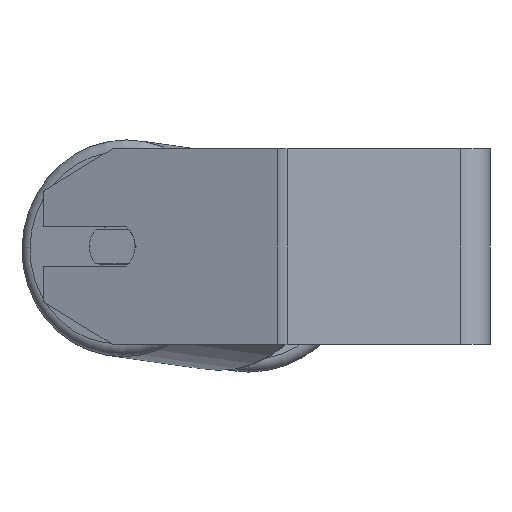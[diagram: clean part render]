
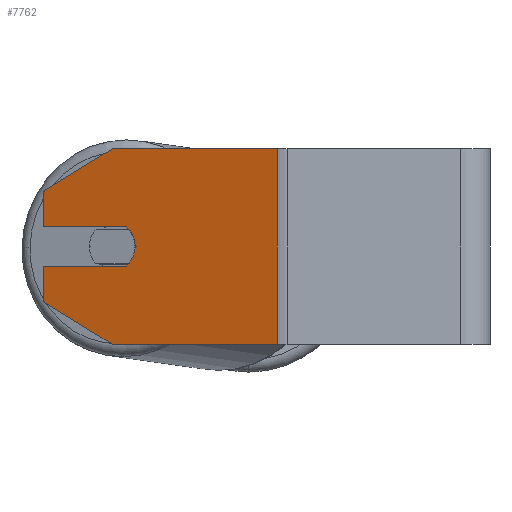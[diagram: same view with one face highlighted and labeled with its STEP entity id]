
A CAD part, left-side view. The second image highlights one B-rep face of the part: STEP entity #7762.
In plain terms, the highlighted planar face has unit normal (-0.94, 0.342, 0).
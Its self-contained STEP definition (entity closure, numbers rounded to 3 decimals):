
#217 = PLANE ( 'NONE',  #3312 ) ;
#247 = ORIENTED_EDGE ( 'NONE', *, *, #7721, .T. ) ;
#270 = EDGE_LOOP ( 'NONE', ( #4190, #4511, #616, #6220, #4230, #1491, #1855, #247, #4487, #3146, #3393 ) ) ;
#511 = DIRECTION ( 'NONE',  ( -0.94, 0.342, 0. ) ) ;
#551 = CIRCLE ( 'NONE', #5457, 10. ) ;
#616 = ORIENTED_EDGE ( 'NONE', *, *, #7569, .T. ) ;
#766 = CARTESIAN_POINT ( 'NONE',  ( -224.659, 154.926, 0. ) ) ;
#769 = CARTESIAN_POINT ( 'NONE',  ( -214.398, 183.117, 40. ) ) ;
#786 = EDGE_CURVE ( 'NONE', #5736, #1371, #1482, .T. ) ;
#947 = VERTEX_POINT ( 'NONE', #8388 ) ;
#963 = CARTESIAN_POINT ( 'NONE',  ( -226.711, 149.288, 8. ) ) ;
#970 = CIRCLE ( 'NONE', #2763, 10. ) ;
#1043 = CARTESIAN_POINT ( 'NONE',  ( -226.711, 149.288, -8. ) ) ;
#1117 = DIRECTION ( 'NONE',  ( -0.342, -0.94, 0. ) ) ;
#1146 = CARTESIAN_POINT ( 'NONE',  ( -224.659, 154.926, -40. ) ) ;
#1301 = VERTEX_POINT ( 'NONE', #963 ) ;
#1331 = EDGE_CURVE ( 'NONE', #2884, #6894, #3152, .T. ) ;
#1371 = VERTEX_POINT ( 'NONE', #5103 ) ;
#1386 = VECTOR ( 'NONE', #7720, 1000. ) ;
#1482 = LINE ( 'NONE', #6145, #1841 ) ;
#1491 = ORIENTED_EDGE ( 'NONE', *, *, #2051, .F. ) ;
#1692 = LINE ( 'NONE', #7542, #2434 ) ;
#1698 = CARTESIAN_POINT ( 'NONE',  ( -249.276, 87.29, 40. ) ) ;
#1833 = LINE ( 'NONE', #7642, #1386 ) ;
#1841 = VECTOR ( 'NONE', #2209, 1000. ) ;
#1855 = ORIENTED_EDGE ( 'NONE', *, *, #786, .F. ) ;
#2026 = CARTESIAN_POINT ( 'NONE',  ( -226.711, 149.288, -8. ) ) ;
#2051 = EDGE_CURVE ( 'NONE', #1371, #6894, #3637, .T. ) ;
#2209 = DIRECTION ( 'NONE',  ( -0.342, -0.94, 0. ) ) ;
#2414 = CARTESIAN_POINT ( 'NONE',  ( -226.711, 149.288, 8. ) ) ;
#2434 = VECTOR ( 'NONE', #5542, 1000. ) ;
#2559 = LINE ( 'NONE', #1146, #6161 ) ;
#2580 = DIRECTION ( 'NONE',  ( 0.342, 0.94, 0. ) ) ;
#2677 = CARTESIAN_POINT ( 'NONE',  ( -224.659, 154.926, 40. ) ) ;
#2763 = AXIS2_PLACEMENT_3D ( 'NONE', #3889, #511, #1117 ) ;
#2859 = EDGE_CURVE ( 'NONE', #1301, #6645, #6304, .T. ) ;
#2884 = VERTEX_POINT ( 'NONE', #8213 ) ;
#3146 = ORIENTED_EDGE ( 'NONE', *, *, #2859, .F. ) ;
#3152 = LINE ( 'NONE', #8340, #3770 ) ;
#3205 = DIRECTION ( 'NONE',  ( -0.296, -0.814, -0.5 ) ) ;
#3312 = AXIS2_PLACEMENT_3D ( 'NONE', #769, #4102, #3983 ) ;
#3393 = ORIENTED_EDGE ( 'NONE', *, *, #7622, .F. ) ;
#3471 = FACE_OUTER_BOUND ( 'NONE', #270, .T. ) ;
#3637 = LINE ( 'NONE', #1698, #6509 ) ;
#3770 = VECTOR ( 'NONE', #3823, 1000. ) ;
#3823 = DIRECTION ( 'NONE',  ( -0.342, -0.94, 0. ) ) ;
#3869 = CARTESIAN_POINT ( 'NONE',  ( -249.276, 87.29, -40. ) ) ;
#3889 = CARTESIAN_POINT ( 'NONE',  ( -224.659, 154.926, 0. ) ) ;
#3983 = DIRECTION ( 'NONE',  ( 0.342, 0.94, 0. ) ) ;
#4091 = CARTESIAN_POINT ( 'NONE',  ( -228.079, 145.529, 0. ) ) ;
#4102 = DIRECTION ( 'NONE',  ( 0.94, -0.342, 0. ) ) ;
#4117 = EDGE_CURVE ( 'NONE', #947, #4239, #4383, .T. ) ;
#4190 = ORIENTED_EDGE ( 'NONE', *, *, #6621, .F. ) ;
#4192 = CARTESIAN_POINT ( 'NONE',  ( -214.398, 183.117, -22.679 ) ) ;
#4230 = ORIENTED_EDGE ( 'NONE', *, *, #1331, .T. ) ;
#4239 = VERTEX_POINT ( 'NONE', #2026 ) ;
#4383 = LINE ( 'NONE', #1043, #6801 ) ;
#4487 = ORIENTED_EDGE ( 'NONE', *, *, #4683, .T. ) ;
#4511 = ORIENTED_EDGE ( 'NONE', *, *, #4117, .F. ) ;
#4683 = EDGE_CURVE ( 'NONE', #5454, #6645, #1692, .T. ) ;
#4789 = CARTESIAN_POINT ( 'NONE',  ( -214.398, 183.117, 8. ) ) ;
#5103 = CARTESIAN_POINT ( 'NONE',  ( -249.276, 87.29, 40. ) ) ;
#5454 = VERTEX_POINT ( 'NONE', #8082 ) ;
#5457 = AXIS2_PLACEMENT_3D ( 'NONE', #766, #7933, #6666 ) ;
#5469 = VECTOR ( 'NONE', #7554, 1000. ) ;
#5542 = DIRECTION ( 'NONE',  ( 0., 0., -1. ) ) ;
#5736 = VERTEX_POINT ( 'NONE', #2677 ) ;
#6145 = CARTESIAN_POINT ( 'NONE',  ( -214.398, 183.117, 40. ) ) ;
#6161 = VECTOR ( 'NONE', #3205, 1000. ) ;
#6195 = DIRECTION ( 'NONE',  ( 0., 0., -1. ) ) ;
#6220 = ORIENTED_EDGE ( 'NONE', *, *, #8036, .T. ) ;
#6304 = LINE ( 'NONE', #2414, #8418 ) ;
#6509 = VECTOR ( 'NONE', #6195, 1000. ) ;
#6621 = EDGE_CURVE ( 'NONE', #4239, #8284, #551, .T. ) ;
#6645 = VERTEX_POINT ( 'NONE', #4789 ) ;
#6666 = DIRECTION ( 'NONE',  ( -0.342, -0.94, 0. ) ) ;
#6801 = VECTOR ( 'NONE', #6935, 1000. ) ;
#6894 = VERTEX_POINT ( 'NONE', #3869 ) ;
#6915 = CARTESIAN_POINT ( 'NONE',  ( -214.398, 183.117, 40. ) ) ;
#6935 = DIRECTION ( 'NONE',  ( -0.342, -0.94, 0. ) ) ;
#7518 = VERTEX_POINT ( 'NONE', #4192 ) ;
#7542 = CARTESIAN_POINT ( 'NONE',  ( -214.398, 183.117, 40. ) ) ;
#7554 = DIRECTION ( 'NONE',  ( 0., 0., -1. ) ) ;
#7569 = EDGE_CURVE ( 'NONE', #947, #7518, #8109, .T. ) ;
#7622 = EDGE_CURVE ( 'NONE', #8284, #1301, #970, .T. ) ;
#7642 = CARTESIAN_POINT ( 'NONE',  ( -214.398, 183.117, 22.679 ) ) ;
#7720 = DIRECTION ( 'NONE',  ( 0.296, 0.814, -0.5 ) ) ;
#7721 = EDGE_CURVE ( 'NONE', #5736, #5454, #1833, .T. ) ;
#7762 = ADVANCED_FACE ( 'NONE', ( #3471 ), #217, .F. ) ;
#7933 = DIRECTION ( 'NONE',  ( -0.94, 0.342, 0. ) ) ;
#8036 = EDGE_CURVE ( 'NONE', #7518, #2884, #2559, .T. ) ;
#8082 = CARTESIAN_POINT ( 'NONE',  ( -214.398, 183.117, 22.679 ) ) ;
#8109 = LINE ( 'NONE', #6915, #5469 ) ;
#8213 = CARTESIAN_POINT ( 'NONE',  ( -224.659, 154.926, -40. ) ) ;
#8284 = VERTEX_POINT ( 'NONE', #4091 ) ;
#8340 = CARTESIAN_POINT ( 'NONE',  ( -214.398, 183.117, -40. ) ) ;
#8388 = CARTESIAN_POINT ( 'NONE',  ( -214.398, 183.117, -8. ) ) ;
#8418 = VECTOR ( 'NONE', #2580, 1000. ) ;
